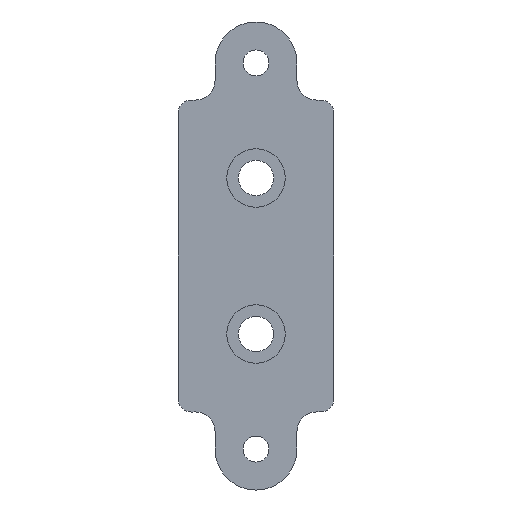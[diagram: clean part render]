
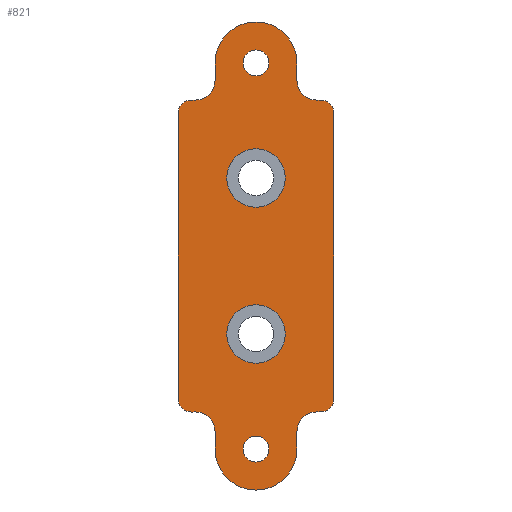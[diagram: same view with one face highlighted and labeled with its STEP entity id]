
A CAD part, front view. The second image highlights one B-rep face of the part: STEP entity #821.
In plain terms, the highlighted planar face has unit normal (0, -1, 0).
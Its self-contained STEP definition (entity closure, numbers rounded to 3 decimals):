
#60=CARTESIAN_POINT('',(3.323,-7.5,-49.5));
#61=VERTEX_POINT('',#60);
#62=CARTESIAN_POINT('',(0.,-7.5,-49.5));
#63=DIRECTION('',(0.0,1.0,0.0));
#64=DIRECTION('',(1.0,0.0,0.0));
#65=AXIS2_PLACEMENT_3D('',#62,#63,#64);
#66=CIRCLE('',#65,3.324);
#67=EDGE_CURVE('',#61,#61,#66,.T.);
#105=CARTESIAN_POINT('',(7.5,-7.5,-20.));
#106=VERTEX_POINT('',#105);
#107=CARTESIAN_POINT('',(0.,-7.5,-20.));
#108=DIRECTION('',(0.0,1.0,0.0));
#109=DIRECTION('',(1.0,0.0,0.0));
#110=AXIS2_PLACEMENT_3D('',#107,#108,#109);
#111=CIRCLE('',#110,7.5);
#112=EDGE_CURVE('',#106,#106,#111,.T.);
#177=CARTESIAN_POINT('',(20.0,-7.5,-36.5));
#178=VERTEX_POINT('',#177);
#185=CARTESIAN_POINT('',(16.5,-7.5,-40.));
#186=VERTEX_POINT('',#185);
#187=CARTESIAN_POINT('',(16.5,-7.5,-36.5));
#188=DIRECTION('',(0.0,-1.0,0.0));
#189=DIRECTION('',(0.0,0.0,-1.0));
#190=AXIS2_PLACEMENT_3D('',#187,#188,#189);
#191=CIRCLE('',#190,3.5);
#192=EDGE_CURVE('',#186,#178,#191,.T.);
#217=CARTESIAN_POINT('',(15.5,-7.5,-40.));
#218=VERTEX_POINT('',#217);
#219=CARTESIAN_POINT('',(15.5,-7.5,-40.));
#220=DIRECTION('',(1.0,0.0,0.0));
#221=VECTOR('',#220,1.);
#222=LINE('',#219,#221);
#223=EDGE_CURVE('',#218,#186,#222,.T.);
#270=CARTESIAN_POINT('',(10.5,-7.5,-45.));
#271=VERTEX_POINT('',#270);
#272=CARTESIAN_POINT('',(15.5,-7.5,-45.));
#273=DIRECTION('',(0.0,1.0,0.0));
#274=DIRECTION('',(0.0,0.0,-1.0));
#275=AXIS2_PLACEMENT_3D('',#272,#273,#274);
#276=CIRCLE('',#275,5.);
#277=EDGE_CURVE('',#271,#218,#276,.T.);
#302=CARTESIAN_POINT('',(10.5,-7.5,-49.5));
#303=VERTEX_POINT('',#302);
#304=CARTESIAN_POINT('',(10.5,-7.5,-49.5));
#305=DIRECTION('',(0.0,0.0,1.0));
#306=VECTOR('',#305,4.5);
#307=LINE('',#304,#306);
#308=EDGE_CURVE('',#303,#271,#307,.T.);
#355=CARTESIAN_POINT('',(-10.5,-7.5,-49.5));
#356=VERTEX_POINT('',#355);
#357=CARTESIAN_POINT('',(0.,-7.5,-49.5));
#358=DIRECTION('',(0.0,-1.,0.0));
#359=DIRECTION('',(-0.051,0.0,-0.999));
#360=AXIS2_PLACEMENT_3D('',#357,#358,#359);
#361=CIRCLE('',#360,10.5);
#362=EDGE_CURVE('',#356,#303,#361,.T.);
#387=CARTESIAN_POINT('',(-10.5,-7.5,-45.));
#388=VERTEX_POINT('',#387);
#389=CARTESIAN_POINT('',(-10.5,-7.5,-45.));
#390=DIRECTION('',(0.0,0.0,-1.0));
#391=VECTOR('',#390,4.5);
#392=LINE('',#389,#391);
#393=EDGE_CURVE('',#388,#356,#392,.T.);
#440=CARTESIAN_POINT('',(-15.5,-7.5,-40.));
#441=VERTEX_POINT('',#440);
#442=CARTESIAN_POINT('',(-15.5,-7.5,-45.));
#443=DIRECTION('',(0.0,1.0,0.0));
#444=DIRECTION('',(-1.0,0.0,0.0));
#445=AXIS2_PLACEMENT_3D('',#442,#443,#444);
#446=CIRCLE('',#445,5.);
#447=EDGE_CURVE('',#441,#388,#446,.T.);
#472=CARTESIAN_POINT('',(-16.5,-7.5,-40.0));
#473=VERTEX_POINT('',#472);
#474=CARTESIAN_POINT('',(-16.5,-7.5,-40.0));
#475=DIRECTION('',(1.0,0.0,0.0));
#476=VECTOR('',#475,1.0);
#477=LINE('',#474,#476);
#478=EDGE_CURVE('',#473,#441,#477,.T.);
#525=CARTESIAN_POINT('',(-20.,-7.5,-36.5));
#526=VERTEX_POINT('',#525);
#527=CARTESIAN_POINT('',(-16.5,-7.5,-36.5));
#528=DIRECTION('',(0.0,-1.0,0.0));
#529=DIRECTION('',(-1.0,0.0,0.0));
#530=AXIS2_PLACEMENT_3D('',#527,#528,#529);
#531=CIRCLE('',#530,3.5);
#532=EDGE_CURVE('',#526,#473,#531,.T.);
#580=CARTESIAN_POINT('',(3.323,-7.5,49.5));
#581=VERTEX_POINT('',#580);
#582=CARTESIAN_POINT('',(0.,-7.5,49.5));
#583=DIRECTION('',(0.0,1.0,0.0));
#584=DIRECTION('',(1.0,0.0,0.0));
#585=AXIS2_PLACEMENT_3D('',#582,#583,#584);
#586=CIRCLE('',#585,3.324);
#587=EDGE_CURVE('',#581,#581,#586,.T.);
#646=CARTESIAN_POINT('',(7.5,-7.5,20.));
#647=VERTEX_POINT('',#646);
#648=CARTESIAN_POINT('',(0.,-7.5,20.));
#649=DIRECTION('',(0.0,1.0,0.0));
#650=DIRECTION('',(1.0,0.0,0.0));
#651=AXIS2_PLACEMENT_3D('',#648,#649,#650);
#652=CIRCLE('',#651,7.5);
#653=EDGE_CURVE('',#647,#647,#652,.T.);
#702=CARTESIAN_POINT('',(-0.002,-7.5,25.964));
#703=DIRECTION('',(0.0,1.0,0.0));
#704=DIRECTION('',(0.0,0.0,1.0));
#705=AXIS2_PLACEMENT_3D('',#702,#703,#704);
#706=PLANE('',#705);
#707=CARTESIAN_POINT('',(-20.,-7.5,36.5));
#708=VERTEX_POINT('',#707);
#709=CARTESIAN_POINT('',(-20.,-7.5,-36.5));
#710=DIRECTION('',(0.0,0.0,1.0));
#711=VECTOR('',#710,73.0);
#712=LINE('',#709,#711);
#713=EDGE_CURVE('',#526,#708,#712,.T.);
#714=ORIENTED_EDGE('',*,*,#713,.F.);
#715=ORIENTED_EDGE('',*,*,#532,.T.);
#716=ORIENTED_EDGE('',*,*,#478,.T.);
#717=ORIENTED_EDGE('',*,*,#447,.T.);
#718=ORIENTED_EDGE('',*,*,#393,.T.);
#719=ORIENTED_EDGE('',*,*,#362,.T.);
#720=ORIENTED_EDGE('',*,*,#308,.T.);
#721=ORIENTED_EDGE('',*,*,#277,.T.);
#722=ORIENTED_EDGE('',*,*,#223,.T.);
#723=ORIENTED_EDGE('',*,*,#192,.T.);
#724=CARTESIAN_POINT('',(20.0,-7.5,36.5));
#725=VERTEX_POINT('',#724);
#726=CARTESIAN_POINT('',(20.0,-7.5,-36.5));
#727=DIRECTION('',(0.0,0.0,1.0));
#728=VECTOR('',#727,73.);
#729=LINE('',#726,#728);
#730=EDGE_CURVE('',#178,#725,#729,.T.);
#731=ORIENTED_EDGE('',*,*,#730,.T.);
#732=CARTESIAN_POINT('',(16.5,-7.5,40.));
#733=VERTEX_POINT('',#732);
#734=CARTESIAN_POINT('',(16.5,-7.5,36.5));
#735=DIRECTION('',(0.0,1.0,0.0));
#736=DIRECTION('',(0.0,0.0,1.0));
#737=AXIS2_PLACEMENT_3D('',#734,#735,#736);
#738=CIRCLE('',#737,3.5);
#739=EDGE_CURVE('',#733,#725,#738,.T.);
#740=ORIENTED_EDGE('',*,*,#739,.F.);
#741=CARTESIAN_POINT('',(15.5,-7.5,40.));
#742=VERTEX_POINT('',#741);
#743=CARTESIAN_POINT('',(15.5,-7.5,40.));
#744=DIRECTION('',(1.0,0.0,0.0));
#745=VECTOR('',#744,1.);
#746=LINE('',#743,#745);
#747=EDGE_CURVE('',#742,#733,#746,.T.);
#748=ORIENTED_EDGE('',*,*,#747,.F.);
#749=CARTESIAN_POINT('',(10.5,-7.5,45.));
#750=VERTEX_POINT('',#749);
#751=CARTESIAN_POINT('',(15.5,-7.5,45.));
#752=DIRECTION('',(0.0,-1.0,0.0));
#753=DIRECTION('',(0.0,0.0,1.0));
#754=AXIS2_PLACEMENT_3D('',#751,#752,#753);
#755=CIRCLE('',#754,5.);
#756=EDGE_CURVE('',#750,#742,#755,.T.);
#757=ORIENTED_EDGE('',*,*,#756,.F.);
#758=CARTESIAN_POINT('',(10.5,-7.5,49.5));
#759=VERTEX_POINT('',#758);
#760=CARTESIAN_POINT('',(10.5,-7.5,49.5));
#761=DIRECTION('',(0.0,0.0,-1.0));
#762=VECTOR('',#761,4.5);
#763=LINE('',#760,#762);
#764=EDGE_CURVE('',#759,#750,#763,.T.);
#765=ORIENTED_EDGE('',*,*,#764,.F.);
#766=CARTESIAN_POINT('',(-10.5,-7.5,49.5));
#767=VERTEX_POINT('',#766);
#768=CARTESIAN_POINT('',(0.,-7.5,49.5));
#769=DIRECTION('',(0.0,1.,0.0));
#770=DIRECTION('',(-0.051,0.0,0.999));
#771=AXIS2_PLACEMENT_3D('',#768,#769,#770);
#772=CIRCLE('',#771,10.5);
#773=EDGE_CURVE('',#767,#759,#772,.T.);
#774=ORIENTED_EDGE('',*,*,#773,.F.);
#775=CARTESIAN_POINT('',(-10.5,-7.5,45.));
#776=VERTEX_POINT('',#775);
#777=CARTESIAN_POINT('',(-10.5,-7.5,45.));
#778=DIRECTION('',(0.0,0.0,1.0));
#779=VECTOR('',#778,4.5);
#780=LINE('',#777,#779);
#781=EDGE_CURVE('',#776,#767,#780,.T.);
#782=ORIENTED_EDGE('',*,*,#781,.F.);
#783=CARTESIAN_POINT('',(-15.5,-7.5,40.));
#784=VERTEX_POINT('',#783);
#785=CARTESIAN_POINT('',(-15.5,-7.5,45.));
#786=DIRECTION('',(0.0,-1.0,0.0));
#787=DIRECTION('',(-1.0,0.0,0.0));
#788=AXIS2_PLACEMENT_3D('',#785,#786,#787);
#789=CIRCLE('',#788,5.);
#790=EDGE_CURVE('',#784,#776,#789,.T.);
#791=ORIENTED_EDGE('',*,*,#790,.F.);
#792=CARTESIAN_POINT('',(-16.5,-7.5,40.0));
#793=VERTEX_POINT('',#792);
#794=CARTESIAN_POINT('',(-16.5,-7.5,40.0));
#795=DIRECTION('',(1.0,0.0,0.0));
#796=VECTOR('',#795,1.0);
#797=LINE('',#794,#796);
#798=EDGE_CURVE('',#793,#784,#797,.T.);
#799=ORIENTED_EDGE('',*,*,#798,.F.);
#800=CARTESIAN_POINT('',(-16.5,-7.5,36.5));
#801=DIRECTION('',(0.0,1.0,0.0));
#802=DIRECTION('',(-1.0,0.0,0.0));
#803=AXIS2_PLACEMENT_3D('',#800,#801,#802);
#804=CIRCLE('',#803,3.5);
#805=EDGE_CURVE('',#708,#793,#804,.T.);
#806=ORIENTED_EDGE('',*,*,#805,.F.);
#807=EDGE_LOOP('',(#714,#715,#716,#717,#718,#719,#720,#721,#722,#723,#731,#740,#748,#757,#765,#774,#782,#791,#799,#806));
#808=FACE_OUTER_BOUND('',#807,.T.);
#809=ORIENTED_EDGE('',*,*,#67,.T.);
#810=EDGE_LOOP('',(#809));
#811=FACE_BOUND('',#810,.T.);
#812=ORIENTED_EDGE('',*,*,#112,.T.);
#813=EDGE_LOOP('',(#812));
#814=FACE_BOUND('',#813,.T.);
#815=ORIENTED_EDGE('',*,*,#587,.T.);
#816=EDGE_LOOP('',(#815));
#817=FACE_BOUND('',#816,.T.);
#818=ORIENTED_EDGE('',*,*,#653,.T.);
#819=EDGE_LOOP('',(#818));
#820=FACE_BOUND('',#819,.T.);
#821=ADVANCED_FACE('',(#808,#811,#814,#817,#820),#706,.F.);
